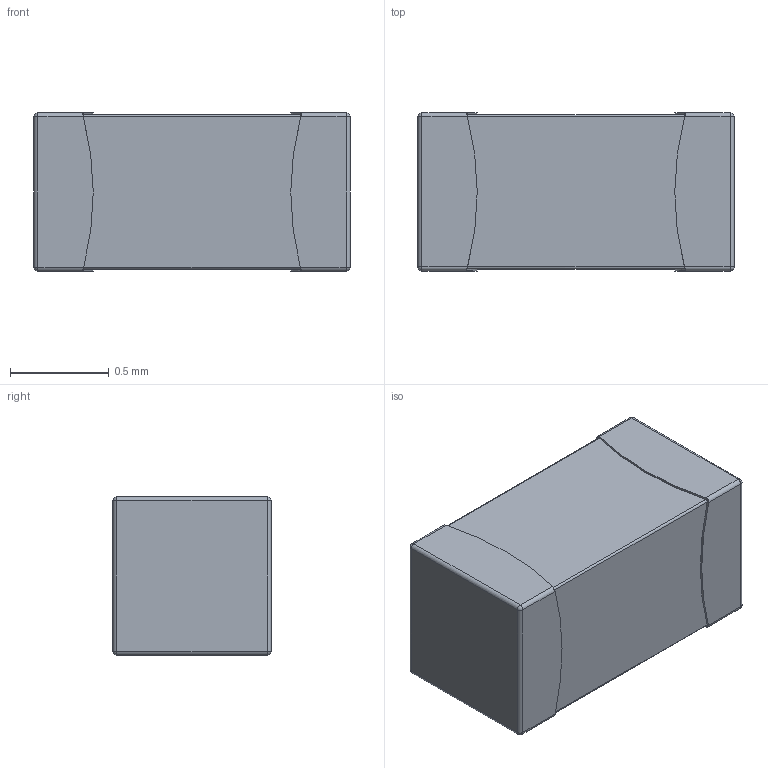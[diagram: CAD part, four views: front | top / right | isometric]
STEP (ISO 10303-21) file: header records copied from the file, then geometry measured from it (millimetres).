
FILE_DESCRIPTION(/* description */ (''),/* implementation_level */ '2;1');
FILE_NAME(/* name */ 'R17.step',/* time_stamp */ '2022-10-03T13:21:04+08:00',/* author */ (''),/* organization */ (''),/* preprocessor_version */ 'ST-DEVELOPER v19',/* originating_system */ 'Autodesk Translation Framework v11.7.0.108',/* authorisation */ '');
FILE_SCHEMA (('AUTOMOTIVE_DESIGN { 1 0 10303 214 3 1 1 }'));
Length unit declared in the file: millimetre
Products named in the file (3): R17; R0603; SOLID (2)
Assembly tree (2 placements, depth 3):
  R17
    R0603
      SOLID (2)
Bounding box: 1.6 x 0.8 x 0.8 mm (x, y, z)
Volume: 1 mm3; surface area: 6.3 mm2
Topology: 1 solids, 1 shells, 286 faces, 787 edges, 514 vertices
Faces by surface type: plane 144, bspline 98, cylinder 36, sphere 8
Entity records: 9811 total; most frequent: CARTESIAN_POINT 2826, ORIENTED_EDGE 1558, DIRECTION 1185, EDGE_CURVE 779, VERTEX_POINT 514, LINE 483, VECTOR 483, AXIS2_PLACEMENT_3D 351
